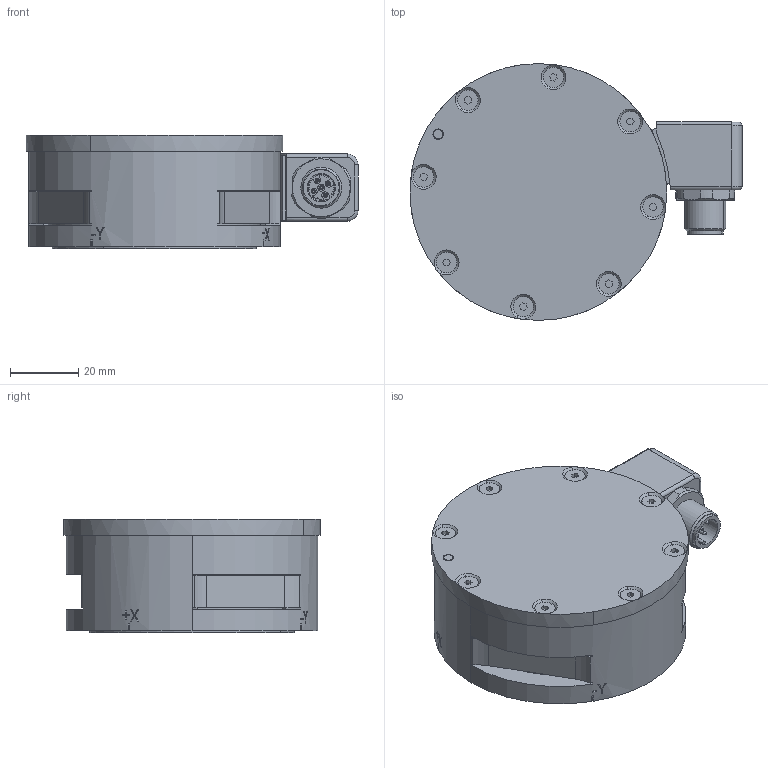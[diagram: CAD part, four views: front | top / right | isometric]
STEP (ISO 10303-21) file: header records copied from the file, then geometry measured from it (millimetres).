
FILE_DESCRIPTION (( 'STEP AP214' ), '1' );
FILE_NAME ('ATI-9105-Net-Gamma.STEP', '2020-08-03T23:32:50', ( '' ), ( '' ), 'SwSTEP 2.0', 'SolidWorks 2020', '' );
FILE_SCHEMA (( 'AUTOMOTIVE_DESIGN' ));
Length unit declared in the file: millimetre
Products named in the file (1): ATI-9105-Net-Gamma
Bounding box: 97.55 x 75.44 x 33.32 mm (x, y, z)
Volume: 145892.7 mm3; surface area: 27860.7 mm2
Topology: 5 solids, 5 shells, 606 faces, 1550 edges, 1015 vertices
Faces by surface type: plane 325, cylinder 164, cone 66, bspline 44, torus 7
Entity records: 19013 total; most frequent: CARTESIAN_POINT 3927, DIRECTION 3191, ORIENTED_EDGE 3100, EDGE_CURVE 1550, AXIS2_PLACEMENT_3D 1175, VERTEX_POINT 1015, VECTOR 841, LINE 841
